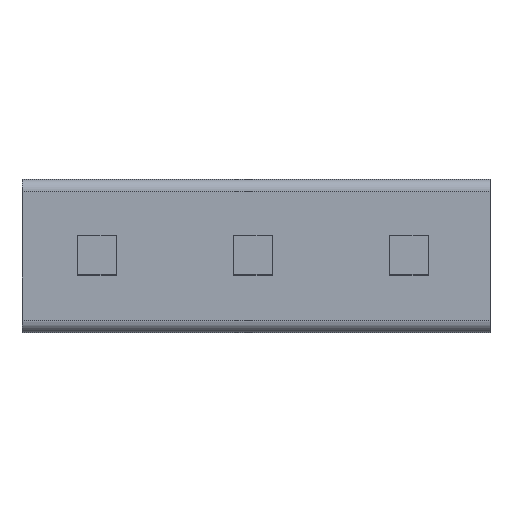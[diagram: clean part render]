
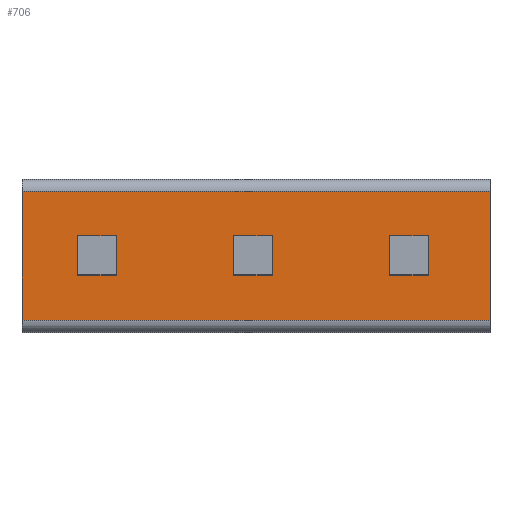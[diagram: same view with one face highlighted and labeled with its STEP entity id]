
A CAD part, top view. The second image highlights one B-rep face of the part: STEP entity #706.
In plain terms, the highlighted planar face has unit normal (0, 0, 1).
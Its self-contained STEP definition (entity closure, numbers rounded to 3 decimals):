
#110=DIRECTION('',(0.,-1.,0.));
#111=VECTOR('',#110,2.1);
#112=CARTESIAN_POINT('',(-3.81,1.05,0.));
#113=LINE('',#112,#111);
#114=DIRECTION('',(1.,0.,0.));
#115=VECTOR('',#114,7.62);
#116=CARTESIAN_POINT('',(-3.81,-1.05,0.));
#117=LINE('',#116,#115);
#118=DIRECTION('',(1.,0.,0.));
#119=VECTOR('',#118,7.62);
#120=CARTESIAN_POINT('',(-3.81,1.05,0.));
#121=LINE('',#120,#119);
#122=DIRECTION('',(1.,0.,0.));
#123=VECTOR('',#122,0.63);
#124=CARTESIAN_POINT('',(-2.905,-0.315,0.));
#125=LINE('',#124,#123);
#126=DIRECTION('',(0.,1.,0.));
#127=VECTOR('',#126,0.63);
#128=CARTESIAN_POINT('',(-2.275,-0.315,0.));
#129=LINE('',#128,#127);
#130=DIRECTION('',(1.,0.,0.));
#131=VECTOR('',#130,0.63);
#132=CARTESIAN_POINT('',(-2.905,0.315,0.));
#133=LINE('',#132,#131);
#134=DIRECTION('',(0.,1.,0.));
#135=VECTOR('',#134,0.63);
#136=CARTESIAN_POINT('',(-2.905,-0.315,0.));
#137=LINE('',#136,#135);
#138=DIRECTION('',(1.,0.,0.));
#139=VECTOR('',#138,0.63);
#140=CARTESIAN_POINT('',(-0.365,-0.315,0.));
#141=LINE('',#140,#139);
#142=DIRECTION('',(0.,1.,0.));
#143=VECTOR('',#142,0.63);
#144=CARTESIAN_POINT('',(0.265,-0.315,0.));
#145=LINE('',#144,#143);
#146=DIRECTION('',(1.,0.,0.));
#147=VECTOR('',#146,0.63);
#148=CARTESIAN_POINT('',(-0.365,0.315,0.));
#149=LINE('',#148,#147);
#150=DIRECTION('',(0.,1.,0.));
#151=VECTOR('',#150,0.63);
#152=CARTESIAN_POINT('',(-0.365,-0.315,0.));
#153=LINE('',#152,#151);
#154=DIRECTION('',(1.,0.,0.));
#155=VECTOR('',#154,0.63);
#156=CARTESIAN_POINT('',(2.175,-0.315,0.));
#157=LINE('',#156,#155);
#158=DIRECTION('',(0.,1.,0.));
#159=VECTOR('',#158,0.63);
#160=CARTESIAN_POINT('',(2.805,-0.315,0.));
#161=LINE('',#160,#159);
#162=DIRECTION('',(1.,0.,0.));
#163=VECTOR('',#162,0.63);
#164=CARTESIAN_POINT('',(2.175,0.315,0.));
#165=LINE('',#164,#163);
#166=DIRECTION('',(0.,1.,0.));
#167=VECTOR('',#166,0.63);
#168=CARTESIAN_POINT('',(2.175,-0.315,0.));
#169=LINE('',#168,#167);
#255=DIRECTION('',(0.,-1.,0.));
#256=VECTOR('',#255,2.1);
#257=CARTESIAN_POINT('',(3.81,1.05,0.));
#258=LINE('',#257,#256);
#484=CARTESIAN_POINT('',(-3.81,-1.05,0.));
#486=VERTEX_POINT('',#484);
#502=CARTESIAN_POINT('',(-3.81,1.05,0.));
#503=VERTEX_POINT('',#502);
#504=CARTESIAN_POINT('',(3.81,-1.05,0.));
#506=VERTEX_POINT('',#504);
#522=CARTESIAN_POINT('',(3.81,1.05,0.));
#523=VERTEX_POINT('',#522);
#548=CARTESIAN_POINT('',(-2.905,-0.315,0.));
#549=CARTESIAN_POINT('',(-2.275,-0.315,0.));
#550=VERTEX_POINT('',#548);
#551=VERTEX_POINT('',#549);
#552=CARTESIAN_POINT('',(-2.905,0.315,0.));
#553=CARTESIAN_POINT('',(-2.275,0.315,0.));
#554=VERTEX_POINT('',#552);
#555=VERTEX_POINT('',#553);
#580=CARTESIAN_POINT('',(-0.365,-0.315,0.));
#581=CARTESIAN_POINT('',(0.265,-0.315,0.));
#582=VERTEX_POINT('',#580);
#583=VERTEX_POINT('',#581);
#584=CARTESIAN_POINT('',(-0.365,0.315,0.));
#585=CARTESIAN_POINT('',(0.265,0.315,0.));
#586=VERTEX_POINT('',#584);
#587=VERTEX_POINT('',#585);
#612=CARTESIAN_POINT('',(2.175,-0.315,0.));
#613=CARTESIAN_POINT('',(2.805,-0.315,0.));
#614=VERTEX_POINT('',#612);
#615=VERTEX_POINT('',#613);
#616=CARTESIAN_POINT('',(2.175,0.315,0.));
#617=CARTESIAN_POINT('',(2.805,0.315,0.));
#618=VERTEX_POINT('',#616);
#619=VERTEX_POINT('',#617);
#663=CARTESIAN_POINT('',(-3.81,1.05,0.));
#664=DIRECTION('',(0.,0.,1.));
#665=DIRECTION('',(0.,-1.,0.));
#666=AXIS2_PLACEMENT_3D('',#663,#664,#665);
#667=PLANE('',#666);
#668=ORIENTED_EDGE('',*,*,#643,.F.);
#670=ORIENTED_EDGE('',*,*,#669,.T.);
#672=ORIENTED_EDGE('',*,*,#671,.T.);
#673=ORIENTED_EDGE('',*,*,#654,.F.);
#674=EDGE_LOOP('',(#668,#670,#672,#673));
#675=FACE_OUTER_BOUND('',#674,.F.);
#677=ORIENTED_EDGE('',*,*,#676,.T.);
#679=ORIENTED_EDGE('',*,*,#678,.T.);
#681=ORIENTED_EDGE('',*,*,#680,.F.);
#683=ORIENTED_EDGE('',*,*,#682,.F.);
#684=EDGE_LOOP('',(#677,#679,#681,#683));
#685=FACE_BOUND('',#684,.F.);
#687=ORIENTED_EDGE('',*,*,#686,.T.);
#689=ORIENTED_EDGE('',*,*,#688,.T.);
#691=ORIENTED_EDGE('',*,*,#690,.F.);
#693=ORIENTED_EDGE('',*,*,#692,.F.);
#694=EDGE_LOOP('',(#687,#689,#691,#693));
#695=FACE_BOUND('',#694,.F.);
#697=ORIENTED_EDGE('',*,*,#696,.T.);
#699=ORIENTED_EDGE('',*,*,#698,.T.);
#701=ORIENTED_EDGE('',*,*,#700,.F.);
#703=ORIENTED_EDGE('',*,*,#702,.F.);
#704=EDGE_LOOP('',(#697,#699,#701,#703));
#705=FACE_BOUND('',#704,.F.);
#706=ADVANCED_FACE('',(#675,#685,#695,#705),#667,.T.);
#643=EDGE_CURVE('',#503,#486,#113,.T.);
#654=EDGE_CURVE('',#486,#506,#117,.T.);
#669=EDGE_CURVE('',#503,#523,#121,.T.);
#671=EDGE_CURVE('',#523,#506,#258,.T.);
#676=EDGE_CURVE('',#550,#551,#125,.T.);
#678=EDGE_CURVE('',#551,#555,#129,.T.);
#680=EDGE_CURVE('',#554,#555,#133,.T.);
#682=EDGE_CURVE('',#550,#554,#137,.T.);
#686=EDGE_CURVE('',#582,#583,#141,.T.);
#688=EDGE_CURVE('',#583,#587,#145,.T.);
#690=EDGE_CURVE('',#586,#587,#149,.T.);
#692=EDGE_CURVE('',#582,#586,#153,.T.);
#696=EDGE_CURVE('',#614,#615,#157,.T.);
#698=EDGE_CURVE('',#615,#619,#161,.T.);
#700=EDGE_CURVE('',#618,#619,#165,.T.);
#702=EDGE_CURVE('',#614,#618,#169,.T.);
